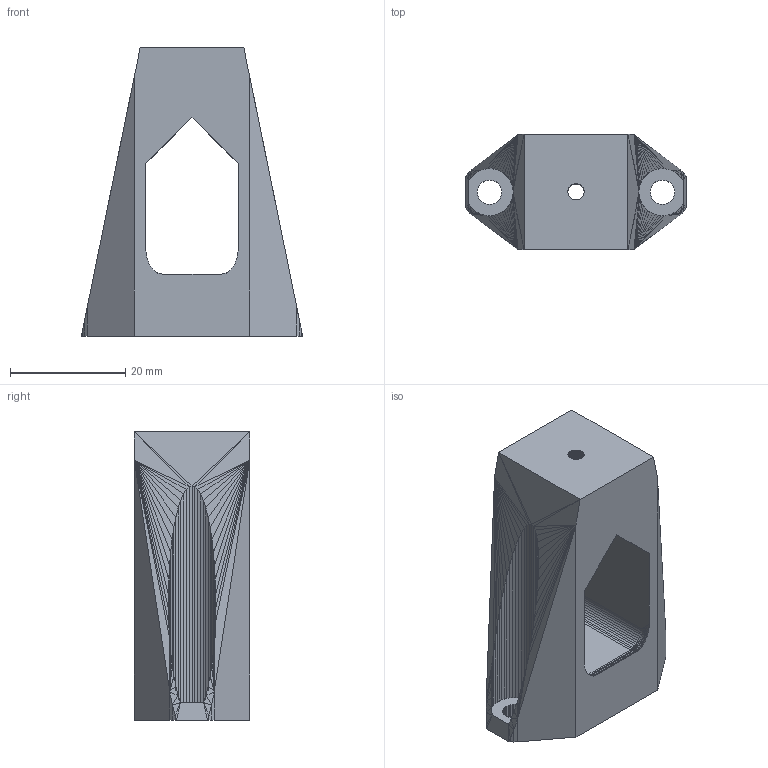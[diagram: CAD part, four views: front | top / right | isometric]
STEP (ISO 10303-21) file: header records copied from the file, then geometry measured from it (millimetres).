
FILE_DESCRIPTION(('FreeCAD Model'),'2;1');
FILE_NAME('y-endstop-adj-x1.step','2020-02-08T13:15:24', ('Author'),(''),'Open CASCADE STEP processor 7.3','FreeCAD','Unknown' );
FILE_SCHEMA(('AUTOMOTIVE_DESIGN { 1 0 10303 214 1 1 1 1 }'));
Products named in the file (1): y_endstop_adj_x1
Bounding box: 38.38 x 20 x 50 mm (x, y, z)
Surface area: 6927.6 mm2 (no closed solid volume)
Topology: 0 solids, 1 shells, 1399 faces, 2566 edges, 1168 vertices
Faces by surface type: plane 1399
Entity records: 63171 total; most frequent: CARTESIAN_POINT 11990, DIRECTION 8774, LINE 5974, VECTOR 5974, ORIENTED_EDGE 5132, PCURVE 5132, DEFINITIONAL_REPRESENTATION 5132, EDGE_CURVE 2566
